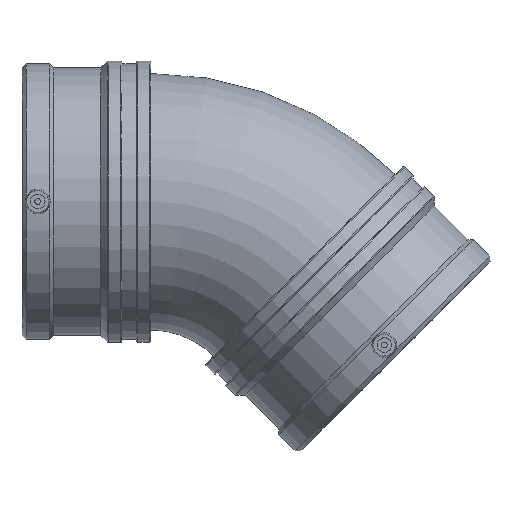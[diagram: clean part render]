
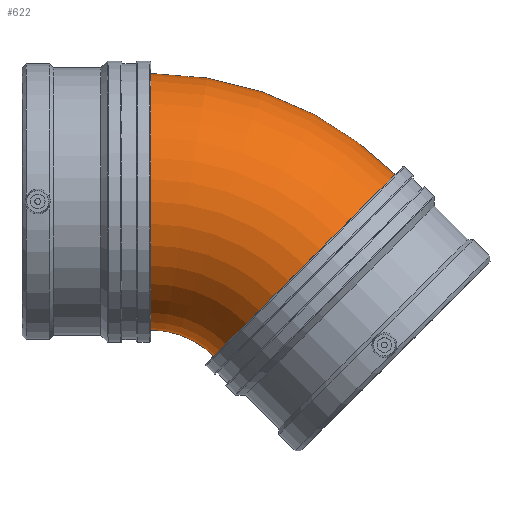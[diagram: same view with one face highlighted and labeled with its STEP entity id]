
A CAD part, top view. The second image highlights one B-rep face of the part: STEP entity #622.
In plain terms, the highlighted toroidal (fillet/blend) face has major radius 149.287 mm and minor radius 88 mm.
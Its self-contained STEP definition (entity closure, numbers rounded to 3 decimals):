
#28=TOROIDAL_SURFACE('',#686,149.287,88.);
#74=FACE_BOUND('',#190,.T.);
#126=FACE_OUTER_BOUND('',#189,.T.);
#189=EDGE_LOOP('',(#477));
#190=EDGE_LOOP('',(#478));
#293=CIRCLE('',#687,88.);
#294=CIRCLE('',#688,88.);
#347=VERTEX_POINT('',#1286);
#348=VERTEX_POINT('',#1288);
#407=EDGE_CURVE('',#347,#347,#293,.T.);
#408=EDGE_CURVE('',#348,#348,#294,.T.);
#477=ORIENTED_EDGE('',*,*,#407,.F.);
#478=ORIENTED_EDGE('',*,*,#408,.F.);
#622=ADVANCED_FACE('',(#126,#74),#28,.T.);
#686=AXIS2_PLACEMENT_3D('',#1285,#807,#808);
#687=AXIS2_PLACEMENT_3D('',#1287,#809,#810);
#688=AXIS2_PLACEMENT_3D('',#1289,#811,#812);
#807=DIRECTION('center_axis',(0.,0.,-1.));
#808=DIRECTION('ref_axis',(-1.,0.,0.));
#809=DIRECTION('center_axis',(0.707,-0.707,0.));
#810=DIRECTION('ref_axis',(0.707,0.707,0.));
#811=DIRECTION('center_axis',(-1.,0.,0.));
#812=DIRECTION('ref_axis',(0.,1.,0.));
#1285=CARTESIAN_POINT('Origin',(-61.837,-149.287,0.));
#1286=CARTESIAN_POINT('',(-18.5,-105.951,0.));
#1287=CARTESIAN_POINT('Origin',(43.725,-43.725,0.));
#1288=CARTESIAN_POINT('',(-61.837,0.,-88.));
#1289=CARTESIAN_POINT('Origin',(-61.837,0.,0.));
